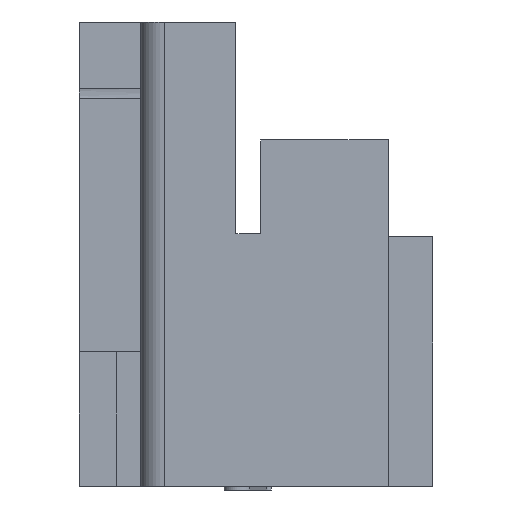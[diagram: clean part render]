
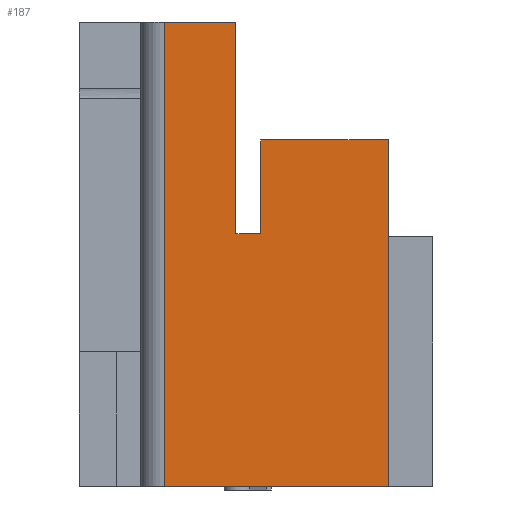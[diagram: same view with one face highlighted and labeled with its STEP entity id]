
A CAD part, left-side view. The second image highlights one B-rep face of the part: STEP entity #187.
In plain terms, the highlighted planar face has unit normal (-1, 0, 0).
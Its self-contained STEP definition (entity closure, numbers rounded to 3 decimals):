
#187=ADVANCED_FACE('',(#371),#280,.T.);
#280=PLANE('',#2012);
#371=FACE_OUTER_BOUND('',#463,.T.);
#463=EDGE_LOOP('',(#856,#857,#858,#859,#860,#861,#862,#863));
#856=ORIENTED_EDGE('',*,*,#1413,.T.);
#857=ORIENTED_EDGE('',*,*,#1414,.T.);
#858=ORIENTED_EDGE('',*,*,#1415,.T.);
#859=ORIENTED_EDGE('',*,*,#1411,.F.);
#860=ORIENTED_EDGE('',*,*,#1307,.T.);
#861=ORIENTED_EDGE('',*,*,#1416,.F.);
#862=ORIENTED_EDGE('',*,*,#1417,.F.);
#863=ORIENTED_EDGE('',*,*,#1418,.T.);
#1095=VERTEX_POINT('',#2760);
#1097=VERTEX_POINT('',#2763);
#1169=VERTEX_POINT('',#2975);
#1170=VERTEX_POINT('',#2979);
#1171=VERTEX_POINT('',#2980);
#1172=VERTEX_POINT('',#2982);
#1173=VERTEX_POINT('',#2985);
#1174=VERTEX_POINT('',#2987);
#1307=EDGE_CURVE('',#1097,#1095,#1559,.T.);
#1411=EDGE_CURVE('',#1097,#1169,#1656,.T.);
#1413=EDGE_CURVE('',#1170,#1171,#1658,.T.);
#1414=EDGE_CURVE('',#1171,#1172,#1659,.T.);
#1415=EDGE_CURVE('',#1172,#1169,#1660,.T.);
#1416=EDGE_CURVE('',#1173,#1095,#1661,.T.);
#1417=EDGE_CURVE('',#1174,#1173,#1662,.T.);
#1418=EDGE_CURVE('',#1174,#1170,#1663,.T.);
#1559=LINE('',#2762,#1793);
#1656=LINE('',#2974,#1890);
#1658=LINE('',#2978,#1892);
#1659=LINE('',#2981,#1893);
#1660=LINE('',#2983,#1894);
#1661=LINE('',#2984,#1895);
#1662=LINE('',#2986,#1896);
#1663=LINE('',#2988,#1897);
#1793=VECTOR('',#2253,1.);
#1890=VECTOR('',#2428,1.);
#1892=VECTOR('',#2432,1.);
#1893=VECTOR('',#2433,1.);
#1894=VECTOR('',#2434,1.);
#1895=VECTOR('',#2435,1.);
#1896=VECTOR('',#2436,1.);
#1897=VECTOR('',#2437,1.);
#2012=AXIS2_PLACEMENT_3D('',#2989,#2438,#2439);
#2253=DIRECTION('',(0.,0.,-1.));
#2428=DIRECTION('',(0.,-1.,0.));
#2432=DIRECTION('',(0.,0.,-1.));
#2433=DIRECTION('',(0.,1.,0.));
#2434=DIRECTION('',(0.,0.,1.));
#2435=DIRECTION('',(0.,1.,0.));
#2436=DIRECTION('',(0.,0.,-1.));
#2437=DIRECTION('',(0.,1.,0.));
#2438=DIRECTION('',(-1.,0.,0.));
#2439=DIRECTION('',(0.,-1.,0.));
#2760=CARTESIAN_POINT('',(9.197,11.485,0.));
#2762=CARTESIAN_POINT('',(9.197,11.485,19.8));
#2763=CARTESIAN_POINT('',(9.197,11.485,19.8));
#2974=CARTESIAN_POINT('',(9.197,11.485,19.8));
#2975=CARTESIAN_POINT('',(9.197,8.435,19.8));
#2978=CARTESIAN_POINT('',(9.197,7.385,14.77));
#2979=CARTESIAN_POINT('',(9.197,7.385,14.77));
#2980=CARTESIAN_POINT('',(9.197,7.385,10.77));
#2981=CARTESIAN_POINT('',(9.197,7.385,10.77));
#2982=CARTESIAN_POINT('',(9.197,8.435,10.77));
#2983=CARTESIAN_POINT('',(9.197,8.435,10.77));
#2984=CARTESIAN_POINT('',(9.197,1.945,0.));
#2985=CARTESIAN_POINT('',(9.197,1.945,0.));
#2986=CARTESIAN_POINT('',(9.197,1.945,14.77));
#2987=CARTESIAN_POINT('',(9.197,1.945,14.77));
#2988=CARTESIAN_POINT('',(9.197,1.945,14.77));
#2989=CARTESIAN_POINT('',(9.197,11.485,0.));
